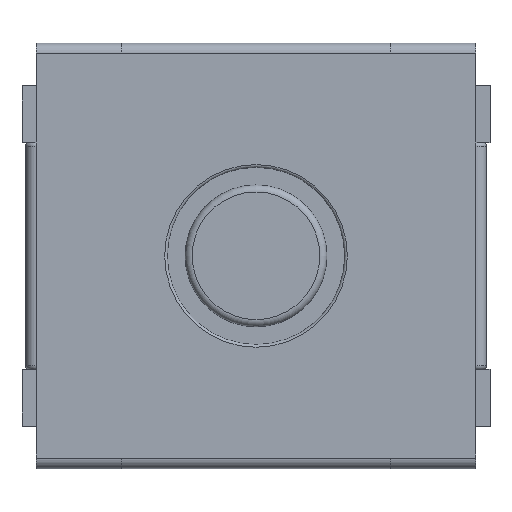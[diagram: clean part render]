
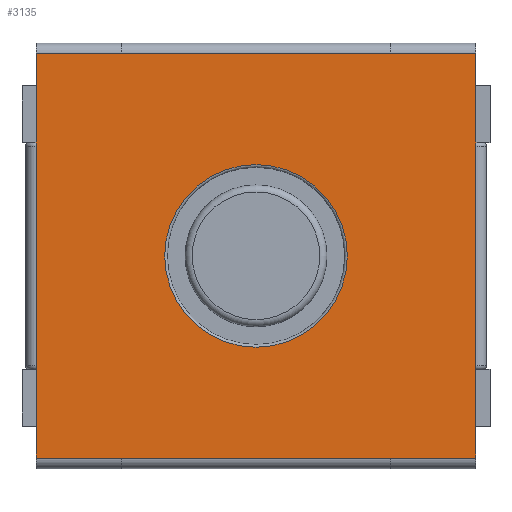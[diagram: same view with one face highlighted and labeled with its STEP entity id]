
A CAD part, top view. The second image highlights one B-rep face of the part: STEP entity #3135.
In plain terms, the highlighted planar face has unit normal (0, 0, 1).
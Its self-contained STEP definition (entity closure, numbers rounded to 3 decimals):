
#1439 = VERTEX_POINT('',#1440);
#1440 = CARTESIAN_POINT('',(-3.1,2.85,1.8));
#1446 = EDGE_CURVE('',#1439,#1447,#1449,.T.);
#1447 = VERTEX_POINT('',#1448);
#1448 = CARTESIAN_POINT('',(-3.1,1.55,1.8));
#1449 = LINE('',#1450,#1451);
#1450 = CARTESIAN_POINT('',(-3.1,2.85,1.8));
#1451 = VECTOR('',#1452,1.);
#1452 = DIRECTION('',(0.,-1.,0.));
#1586 = VERTEX_POINT('',#1587);
#1587 = CARTESIAN_POINT('',(-3.1,-1.55,1.8));
#1594 = EDGE_CURVE('',#1586,#1595,#1597,.T.);
#1595 = VERTEX_POINT('',#1596);
#1596 = CARTESIAN_POINT('',(-3.1,-2.85,1.8));
#1597 = LINE('',#1598,#1599);
#1598 = CARTESIAN_POINT('',(-3.1,2.85,1.8));
#1599 = VECTOR('',#1600,1.);
#1600 = DIRECTION('',(0.,-1.,0.));
#2301 = VERTEX_POINT('',#2302);
#2302 = CARTESIAN_POINT('',(3.1,-2.85,1.8));
#2308 = EDGE_CURVE('',#2301,#2309,#2311,.T.);
#2309 = VERTEX_POINT('',#2310);
#2310 = CARTESIAN_POINT('',(3.1,-1.55,1.8));
#2311 = LINE('',#2312,#2313);
#2312 = CARTESIAN_POINT('',(3.1,-2.85,1.8));
#2313 = VECTOR('',#2314,1.);
#2314 = DIRECTION('',(0.,1.,0.));
#2448 = VERTEX_POINT('',#2449);
#2449 = CARTESIAN_POINT('',(3.1,1.55,1.8));
#2456 = EDGE_CURVE('',#2448,#2457,#2459,.T.);
#2457 = VERTEX_POINT('',#2458);
#2458 = CARTESIAN_POINT('',(3.1,2.85,1.8));
#2459 = LINE('',#2460,#2461);
#2460 = CARTESIAN_POINT('',(3.1,-2.85,1.8));
#2461 = VECTOR('',#2462,1.);
#2462 = DIRECTION('',(0.,1.,0.));
#3064 = VERTEX_POINT('',#3065);
#3065 = CARTESIAN_POINT('',(-1.9,2.85,1.8));
#3071 = EDGE_CURVE('',#3064,#3072,#3074,.T.);
#3072 = VERTEX_POINT('',#3073);
#3073 = CARTESIAN_POINT('',(-1.9,2.852,1.8));
#3074 = LINE('',#3075,#3076);
#3075 = CARTESIAN_POINT('',(-1.9,2.85,1.8));
#3076 = VECTOR('',#3077,1.);
#3077 = DIRECTION('',(0.,1.,0.));
#3099 = EDGE_CURVE('',#3064,#1439,#3100,.T.);
#3100 = LINE('',#3101,#3102);
#3101 = CARTESIAN_POINT('',(3.1,2.85,1.8));
#3102 = VECTOR('',#3103,1.);
#3103 = DIRECTION('',(-1.,0.,0.));
#3115 = VERTEX_POINT('',#3116);
#3116 = CARTESIAN_POINT('',(-3.102,1.55,1.8));
#3125 = EDGE_CURVE('',#3115,#1447,#3126,.T.);
#3126 = LINE('',#3127,#3128);
#3127 = CARTESIAN_POINT('',(-3.102,1.55,1.8));
#3128 = VECTOR('',#3129,1.);
#3129 = DIRECTION('',(1.,0.,0.));
#3135 = ADVANCED_FACE('',(#3136,#3241),#3252,.T.);
#3136 = FACE_BOUND('',#3137,.T.);
#3137 = EDGE_LOOP('',(#3138,#3139,#3147,#3155,#3161,#3162,#3170,#3178,
#3184,#3185,#3186,#3187,#3188,#3196,#3202,#3203,#3211,#3219,#3227,
#3235));
#3138 = ORIENTED_EDGE('',*,*,#2308,.T.);
#3139 = ORIENTED_EDGE('',*,*,#3140,.F.);
#3140 = EDGE_CURVE('',#3141,#2309,#3143,.T.);
#3141 = VERTEX_POINT('',#3142);
#3142 = CARTESIAN_POINT('',(3.102,-1.55,1.8));
#3143 = LINE('',#3144,#3145);
#3144 = CARTESIAN_POINT('',(3.102,-1.55,1.8));
#3145 = VECTOR('',#3146,1.);
#3146 = DIRECTION('',(-1.,0.,0.));
#3147 = ORIENTED_EDGE('',*,*,#3148,.T.);
#3148 = EDGE_CURVE('',#3141,#3149,#3151,.T.);
#3149 = VERTEX_POINT('',#3150);
#3150 = CARTESIAN_POINT('',(3.102,1.55,1.8));
#3151 = LINE('',#3152,#3153);
#3152 = CARTESIAN_POINT('',(3.102,-1.6,1.8));
#3153 = VECTOR('',#3154,1.);
#3154 = DIRECTION('',(0.,1.,0.));
#3155 = ORIENTED_EDGE('',*,*,#3156,.T.);
#3156 = EDGE_CURVE('',#3149,#2448,#3157,.T.);
#3157 = LINE('',#3158,#3159);
#3158 = CARTESIAN_POINT('',(3.102,1.55,1.8));
#3159 = VECTOR('',#3160,1.);
#3160 = DIRECTION('',(-1.,0.,0.));
#3161 = ORIENTED_EDGE('',*,*,#2456,.T.);
#3162 = ORIENTED_EDGE('',*,*,#3163,.T.);
#3163 = EDGE_CURVE('',#2457,#3164,#3166,.T.);
#3164 = VERTEX_POINT('',#3165);
#3165 = CARTESIAN_POINT('',(1.9,2.85,1.8));
#3166 = LINE('',#3167,#3168);
#3167 = CARTESIAN_POINT('',(3.1,2.85,1.8));
#3168 = VECTOR('',#3169,1.);
#3169 = DIRECTION('',(-1.,0.,0.));
#3170 = ORIENTED_EDGE('',*,*,#3171,.T.);
#3171 = EDGE_CURVE('',#3164,#3172,#3174,.T.);
#3172 = VERTEX_POINT('',#3173);
#3173 = CARTESIAN_POINT('',(1.9,2.852,1.8));
#3174 = LINE('',#3175,#3176);
#3175 = CARTESIAN_POINT('',(1.9,2.85,1.8));
#3176 = VECTOR('',#3177,1.);
#3177 = DIRECTION('',(0.,1.,0.));
#3178 = ORIENTED_EDGE('',*,*,#3179,.F.);
#3179 = EDGE_CURVE('',#3072,#3172,#3180,.T.);
#3180 = LINE('',#3181,#3182);
#3181 = CARTESIAN_POINT('',(-1.9,2.852,1.8));
#3182 = VECTOR('',#3183,1.);
#3183 = DIRECTION('',(1.,0.,0.));
#3184 = ORIENTED_EDGE('',*,*,#3071,.F.);
#3185 = ORIENTED_EDGE('',*,*,#3099,.T.);
#3186 = ORIENTED_EDGE('',*,*,#1446,.T.);
#3187 = ORIENTED_EDGE('',*,*,#3125,.F.);
#3188 = ORIENTED_EDGE('',*,*,#3189,.F.);
#3189 = EDGE_CURVE('',#3190,#3115,#3192,.T.);
#3190 = VERTEX_POINT('',#3191);
#3191 = CARTESIAN_POINT('',(-3.102,-1.55,1.8));
#3192 = LINE('',#3193,#3194);
#3193 = CARTESIAN_POINT('',(-3.102,-1.6,1.8));
#3194 = VECTOR('',#3195,1.);
#3195 = DIRECTION('',(0.,1.,0.));
#3196 = ORIENTED_EDGE('',*,*,#3197,.T.);
#3197 = EDGE_CURVE('',#3190,#1586,#3198,.T.);
#3198 = LINE('',#3199,#3200);
#3199 = CARTESIAN_POINT('',(-3.102,-1.55,1.8));
#3200 = VECTOR('',#3201,1.);
#3201 = DIRECTION('',(1.,0.,0.));
#3202 = ORIENTED_EDGE('',*,*,#1594,.T.);
#3203 = ORIENTED_EDGE('',*,*,#3204,.T.);
#3204 = EDGE_CURVE('',#1595,#3205,#3207,.T.);
#3205 = VERTEX_POINT('',#3206);
#3206 = CARTESIAN_POINT('',(-1.9,-2.85,1.8));
#3207 = LINE('',#3208,#3209);
#3208 = CARTESIAN_POINT('',(-3.1,-2.85,1.8));
#3209 = VECTOR('',#3210,1.);
#3210 = DIRECTION('',(1.,0.,0.));
#3211 = ORIENTED_EDGE('',*,*,#3212,.T.);
#3212 = EDGE_CURVE('',#3205,#3213,#3215,.T.);
#3213 = VERTEX_POINT('',#3214);
#3214 = CARTESIAN_POINT('',(-1.9,-2.852,1.8));
#3215 = LINE('',#3216,#3217);
#3216 = CARTESIAN_POINT('',(-1.9,-2.85,1.8));
#3217 = VECTOR('',#3218,1.);
#3218 = DIRECTION('',(0.,-1.,0.));
#3219 = ORIENTED_EDGE('',*,*,#3220,.T.);
#3220 = EDGE_CURVE('',#3213,#3221,#3223,.T.);
#3221 = VERTEX_POINT('',#3222);
#3222 = CARTESIAN_POINT('',(1.9,-2.852,1.8));
#3223 = LINE('',#3224,#3225);
#3224 = CARTESIAN_POINT('',(-1.9,-2.852,1.8));
#3225 = VECTOR('',#3226,1.);
#3226 = DIRECTION('',(1.,0.,0.));
#3227 = ORIENTED_EDGE('',*,*,#3228,.F.);
#3228 = EDGE_CURVE('',#3229,#3221,#3231,.T.);
#3229 = VERTEX_POINT('',#3230);
#3230 = CARTESIAN_POINT('',(1.9,-2.85,1.8));
#3231 = LINE('',#3232,#3233);
#3232 = CARTESIAN_POINT('',(1.9,-2.85,1.8));
#3233 = VECTOR('',#3234,1.);
#3234 = DIRECTION('',(0.,-1.,0.));
#3235 = ORIENTED_EDGE('',*,*,#3236,.T.);
#3236 = EDGE_CURVE('',#3229,#2301,#3237,.T.);
#3237 = LINE('',#3238,#3239);
#3238 = CARTESIAN_POINT('',(-3.1,-2.85,1.8));
#3239 = VECTOR('',#3240,1.);
#3240 = DIRECTION('',(1.,0.,0.));
#3241 = FACE_BOUND('',#3242,.T.);
#3242 = EDGE_LOOP('',(#3243));
#3243 = ORIENTED_EDGE('',*,*,#3244,.T.);
#3244 = EDGE_CURVE('',#3245,#3245,#3247,.T.);
#3245 = VERTEX_POINT('',#3246);
#3246 = CARTESIAN_POINT('',(0.,1.288,1.8));
#3247 = CIRCLE('',#3248,1.288);
#3248 = AXIS2_PLACEMENT_3D('',#3249,#3250,#3251);
#3249 = CARTESIAN_POINT('',(0.,0.,1.8));
#3250 = DIRECTION('',(0.,0.,-1.));
#3251 = DIRECTION('',(0.,1.,0.));
#3252 = PLANE('',#3253);
#3253 = AXIS2_PLACEMENT_3D('',#3254,#3255,#3256);
#3254 = CARTESIAN_POINT('',(0.,0.,1.8
));
#3255 = DIRECTION('',(0.,0.,1.));
#3256 = DIRECTION('',(-1.,0.,0.));
